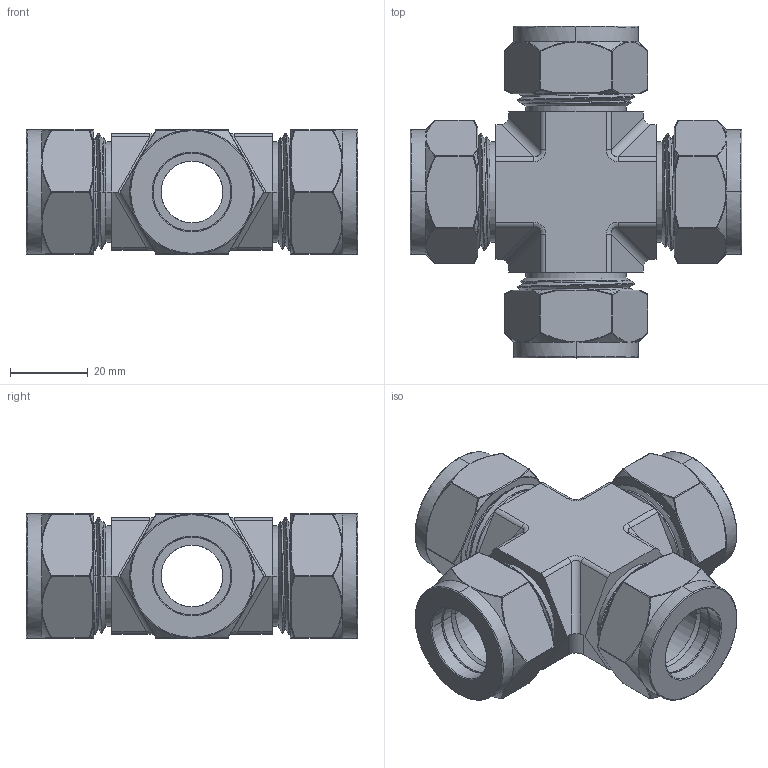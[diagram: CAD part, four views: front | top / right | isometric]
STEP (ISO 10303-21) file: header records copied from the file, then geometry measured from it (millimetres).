
FILE_DESCRIPTION((''),'2;1');
FILE_NAME('001_CXA_UNION_CROSS_MASTER_ASM','2025-06-20T12:52:50',('Administrator'),(''),'CREO PARAMETRIC BY PTC INC, 2020184','CREO PARAMETRIC BY PTC INC, 2020184','');
FILE_SCHEMA(('AUTOMOTIVE_DESIGN { 1 0 10303 214 1 1 1 1 }'));
Products named in the file (5): DIN2353-TUBE_CXA; DIN2353_TUBE_NUT_CXA; BACK_FERRULE_CXA; FRONT_FERRULE_CXA; 001_CXA_UNION_CROSS_MASTER_ASM
Assembly tree (13 placements, depth 2):
  001_CXA_UNION_CROSS_MASTER_ASM
    DIN2353-TUBE_CXA
    DIN2353_TUBE_NUT_CXA  x4
    BACK_FERRULE_CXA  x4
    FRONT_FERRULE_CXA  x4
Bounding box: 85.2 x 85.2 x 32 mm (x, y, z)
Volume: 67817.8 mm3; surface area: 50323.2 mm2
Topology: 13 solids, 13 shells, 810 faces, 1904 edges, 1199 vertices
Faces by surface type: cylinder 212, bspline 164, torus 136, cone 120, sphere 96, plane 82
Entity records: 40117 total; most frequent: CARTESIAN_POINT 30069, ORIENTED_EDGE 1718, DIRECTION 1530, EDGE_CURVE 859, AXIS2_PLACEMENT_3D 626, PRESENTATION_STYLE_ASSIGNMENT 564, STYLED_ITEM 564, CURVE_STYLE 563
